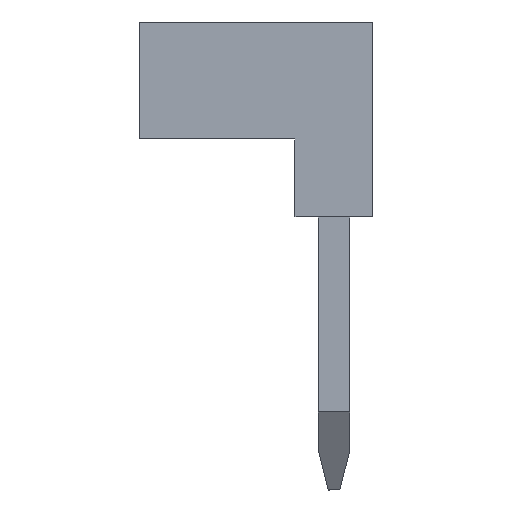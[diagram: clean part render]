
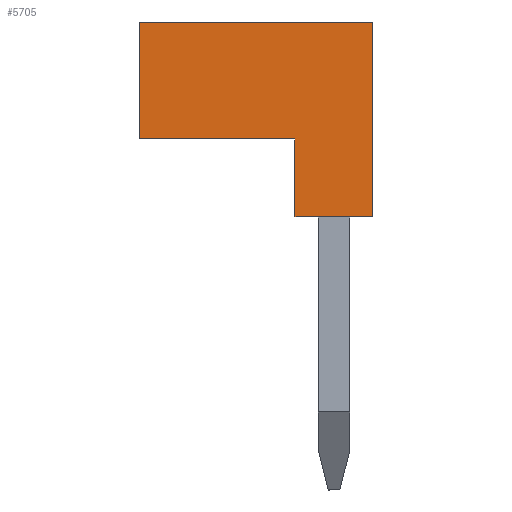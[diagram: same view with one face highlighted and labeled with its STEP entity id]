
A CAD part, left-side view. The second image highlights one B-rep face of the part: STEP entity #5705.
In plain terms, the highlighted planar face has unit normal (-1, 0, 0).
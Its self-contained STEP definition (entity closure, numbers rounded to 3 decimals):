
#5659=AXIS2_PLACEMENT_3D('Plane Axis2P3D',#5656,#5657,#5658) ;
#5656=CARTESIAN_POINT('Axis2P3D Location',(0.,2.,12.)) ;
#5662=CARTESIAN_POINT('Control Point',(0.,6.,12.)) ;
#5663=CARTESIAN_POINT('Control Point',(0.,6.,9.)) ;
#5664=CARTESIAN_POINT('Vertex',(0.,6.,12.)) ;
#5666=CARTESIAN_POINT('Vertex',(0.,6.,9.)) ;
#5670=CARTESIAN_POINT('Control Point',(0.,6.,9.)) ;
#5671=CARTESIAN_POINT('Control Point',(0.,2.,9.)) ;
#5672=CARTESIAN_POINT('Vertex',(0.,2.,9.)) ;
#5676=CARTESIAN_POINT('Control Point',(0.,2.,9.)) ;
#5677=CARTESIAN_POINT('Control Point',(0.,2.,7.)) ;
#5678=CARTESIAN_POINT('Vertex',(0.,2.,7.)) ;
#5682=CARTESIAN_POINT('Control Point',(0.,2.,7.)) ;
#5683=CARTESIAN_POINT('Control Point',(0.,0.,7.)) ;
#5684=CARTESIAN_POINT('Vertex',(0.,0.,7.)) ;
#5688=CARTESIAN_POINT('Control Point',(0.,0.,7.)) ;
#5689=CARTESIAN_POINT('Control Point',(0.,0.,12.)) ;
#5690=CARTESIAN_POINT('Vertex',(0.,0.,12.)) ;
#5694=CARTESIAN_POINT('Control Point',(0.,0.,12.)) ;
#5695=CARTESIAN_POINT('Control Point',(0.,6.,12.)) ;
#5657=DIRECTION('Axis2P3D Direction',(-1.,0.,0.)) ;
#5658=DIRECTION('Axis2P3D XDirection',(0.,1.,0.)) ;
#5698=ORIENTED_EDGE('',*,*,#5668,.T.) ;
#5699=ORIENTED_EDGE('',*,*,#5674,.T.) ;
#5700=ORIENTED_EDGE('',*,*,#5680,.T.) ;
#5701=ORIENTED_EDGE('',*,*,#5686,.T.) ;
#5702=ORIENTED_EDGE('',*,*,#5692,.T.) ;
#5703=ORIENTED_EDGE('',*,*,#5696,.T.) ;
#5705=ADVANCED_FACE('QV',(#5704),#5660,.T.) ;
#5661=B_SPLINE_CURVE_WITH_KNOTS('',1,(#5662,#5663),.UNSPECIFIED.,.F.,.U.,(2,2),(0.,3.),.UNSPECIFIED.) ;
#5669=B_SPLINE_CURVE_WITH_KNOTS('',1,(#5670,#5671),.UNSPECIFIED.,.F.,.U.,(2,2),(0.,4.),.UNSPECIFIED.) ;
#5675=B_SPLINE_CURVE_WITH_KNOTS('',1,(#5676,#5677),.UNSPECIFIED.,.F.,.U.,(2,2),(0.,2.),.UNSPECIFIED.) ;
#5681=B_SPLINE_CURVE_WITH_KNOTS('',1,(#5682,#5683),.UNSPECIFIED.,.F.,.U.,(2,2),(0.,2.),.UNSPECIFIED.) ;
#5687=B_SPLINE_CURVE_WITH_KNOTS('',1,(#5688,#5689),.UNSPECIFIED.,.F.,.U.,(2,2),(0.,5.),.UNSPECIFIED.) ;
#5693=B_SPLINE_CURVE_WITH_KNOTS('',1,(#5694,#5695),.UNSPECIFIED.,.F.,.U.,(2,2),(0.,6.),.UNSPECIFIED.) ;
#5668=EDGE_CURVE('',#5665,#5667,#5661,.T.) ;
#5674=EDGE_CURVE('',#5667,#5673,#5669,.T.) ;
#5680=EDGE_CURVE('',#5673,#5679,#5675,.T.) ;
#5686=EDGE_CURVE('',#5679,#5685,#5681,.T.) ;
#5692=EDGE_CURVE('',#5685,#5691,#5687,.T.) ;
#5696=EDGE_CURVE('',#5691,#5665,#5693,.T.) ;
#5697=EDGE_LOOP('',(#5698,#5699,#5700,#5701,#5702,#5703)) ;
#5704=FACE_OUTER_BOUND('',#5697,.T.) ;
#5660=PLANE('',#5659) ;
#5665=VERTEX_POINT('',#5664) ;
#5667=VERTEX_POINT('',#5666) ;
#5673=VERTEX_POINT('',#5672) ;
#5679=VERTEX_POINT('',#5678) ;
#5685=VERTEX_POINT('',#5684) ;
#5691=VERTEX_POINT('',#5690) ;
